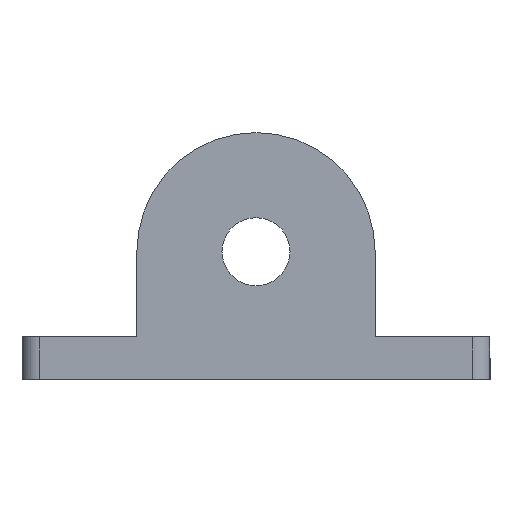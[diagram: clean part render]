
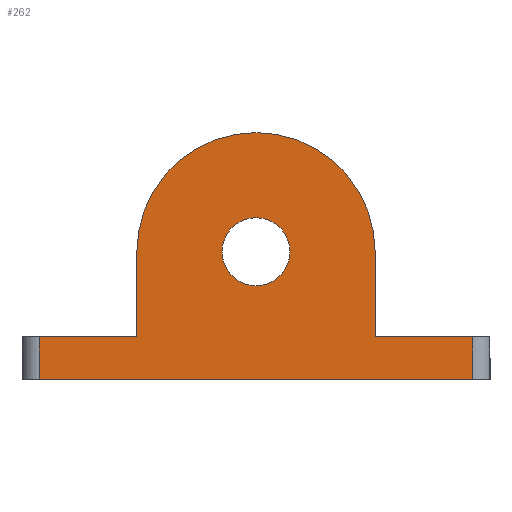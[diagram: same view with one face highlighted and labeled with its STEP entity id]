
A CAD part, left-side view. The second image highlights one B-rep face of the part: STEP entity #262.
In plain terms, the highlighted planar face has unit normal (-1, 0, 0).
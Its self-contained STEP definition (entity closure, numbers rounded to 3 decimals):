
#119 = VERTEX_POINT('',#120);
#120 = CARTESIAN_POINT('',(0.,53.,0.));
#127 = EDGE_CURVE('',#128,#119,#130,.T.);
#128 = VERTEX_POINT('',#129);
#129 = CARTESIAN_POINT('',(0.,2.,0.));
#130 = LINE('',#131,#132);
#131 = CARTESIAN_POINT('',(0.,0.,0.));
#132 = VECTOR('',#133,1.);
#133 = DIRECTION('',(0.,1.,0.));
#173 = EDGE_CURVE('',#128,#174,#176,.T.);
#174 = VERTEX_POINT('',#175);
#175 = CARTESIAN_POINT('',(0.,2.,5.));
#176 = LINE('',#177,#178);
#177 = CARTESIAN_POINT('',(0.,2.,0.));
#178 = VECTOR('',#179,1.);
#179 = DIRECTION('',(0.,0.,1.));
#233 = VERTEX_POINT('',#234);
#234 = CARTESIAN_POINT('',(0.,13.5,5.));
#240 = EDGE_CURVE('',#174,#233,#241,.T.);
#241 = LINE('',#242,#243);
#242 = CARTESIAN_POINT('',(0.,0.,5.));
#243 = VECTOR('',#244,1.);
#244 = DIRECTION('',(0.,1.,0.));
#262 = ADVANCED_FACE('',(#263,#307),#318,.F.);
#263 = FACE_BOUND('',#264,.F.);
#264 = EDGE_LOOP('',(#265,#266,#274,#282,#290,#299,#305,#306));
#265 = ORIENTED_EDGE('',*,*,#127,.T.);
#266 = ORIENTED_EDGE('',*,*,#267,.F.);
#267 = EDGE_CURVE('',#268,#119,#270,.T.);
#268 = VERTEX_POINT('',#269);
#269 = CARTESIAN_POINT('',(0.,53.,5.));
#270 = LINE('',#271,#272);
#271 = CARTESIAN_POINT('',(0.,53.,5.));
#272 = VECTOR('',#273,1.);
#273 = DIRECTION('',(0.,0.,-1.));
#274 = ORIENTED_EDGE('',*,*,#275,.F.);
#275 = EDGE_CURVE('',#276,#268,#278,.T.);
#276 = VERTEX_POINT('',#277);
#277 = CARTESIAN_POINT('',(0.,41.5,5.));
#278 = LINE('',#279,#280);
#279 = CARTESIAN_POINT('',(0.,41.5,5.));
#280 = VECTOR('',#281,1.);
#281 = DIRECTION('',(0.,1.,0.));
#282 = ORIENTED_EDGE('',*,*,#283,.F.);
#283 = EDGE_CURVE('',#284,#276,#286,.T.);
#284 = VERTEX_POINT('',#285);
#285 = CARTESIAN_POINT('',(0.,41.5,15.));
#286 = LINE('',#287,#288);
#287 = CARTESIAN_POINT('',(0.,41.5,15.));
#288 = VECTOR('',#289,1.);
#289 = DIRECTION('',(0.,0.,-1.));
#290 = ORIENTED_EDGE('',*,*,#291,.T.);
#291 = EDGE_CURVE('',#284,#292,#294,.T.);
#292 = VERTEX_POINT('',#293);
#293 = CARTESIAN_POINT('',(0.,13.5,15.));
#294 = CIRCLE('',#295,14.);
#295 = AXIS2_PLACEMENT_3D('',#296,#297,#298);
#296 = CARTESIAN_POINT('',(0.,27.5,15.));
#297 = DIRECTION('',(1.,0.,0.));
#298 = DIRECTION('',(0.,1.,0.));
#299 = ORIENTED_EDGE('',*,*,#300,.F.);
#300 = EDGE_CURVE('',#233,#292,#301,.T.);
#301 = LINE('',#302,#303);
#302 = CARTESIAN_POINT('',(0.,13.5,5.));
#303 = VECTOR('',#304,1.);
#304 = DIRECTION('',(0.,0.,1.));
#305 = ORIENTED_EDGE('',*,*,#240,.F.);
#306 = ORIENTED_EDGE('',*,*,#173,.F.);
#307 = FACE_BOUND('',#308,.T.);
#308 = EDGE_LOOP('',(#309));
#309 = ORIENTED_EDGE('',*,*,#310,.T.);
#310 = EDGE_CURVE('',#311,#311,#313,.T.);
#311 = VERTEX_POINT('',#312);
#312 = CARTESIAN_POINT('',(0.,31.5,15.));
#313 = CIRCLE('',#314,4.);
#314 = AXIS2_PLACEMENT_3D('',#315,#316,#317);
#315 = CARTESIAN_POINT('',(0.,27.5,15.));
#316 = DIRECTION('',(1.,0.,0.));
#317 = DIRECTION('',(0.,1.,0.));
#318 = PLANE('',#319);
#319 = AXIS2_PLACEMENT_3D('',#320,#321,#322);
#320 = CARTESIAN_POINT('',(0.,27.5,9.39));
#321 = DIRECTION('',(1.,0.,0.));
#322 = DIRECTION('',(0.,0.,1.));
